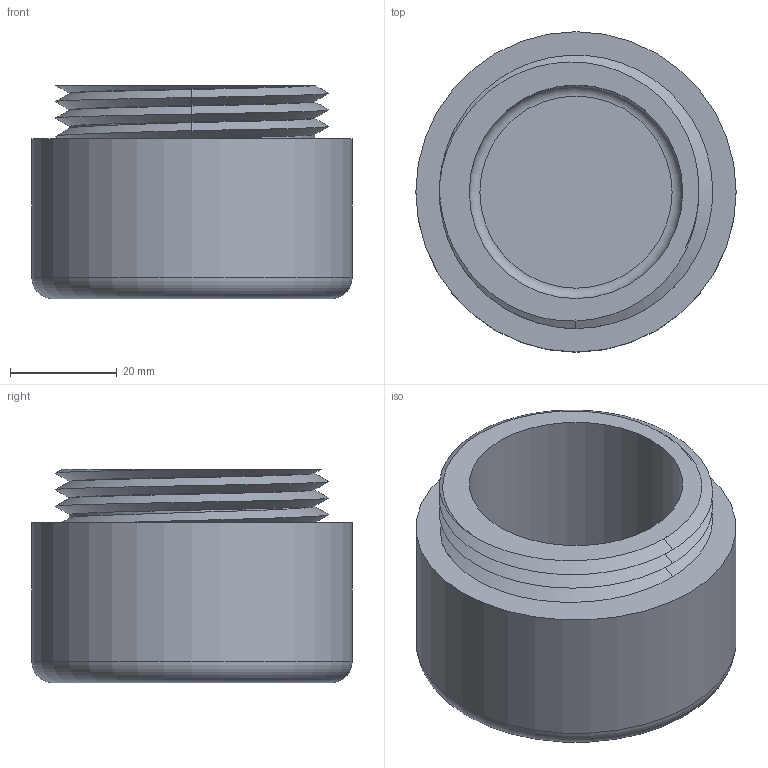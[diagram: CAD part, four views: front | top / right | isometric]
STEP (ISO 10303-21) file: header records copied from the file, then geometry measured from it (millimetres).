
FILE_DESCRIPTION(('FreeCAD Model'),'2;1');
FILE_NAME('Open CASCADE Shape Model','2026-01-26T11:57:05',('Author'),( ''),'Open CASCADE STEP processor 7.8','FreeCAD','Unknown');
FILE_SCHEMA(('AUTOMOTIVE_DESIGN { 1 0 10303 214 1 1 1 1 }'));
Length unit declared in the file: millimetre
Products named in the file (1): Container Body (Tool)
Bounding box: 60 x 60 x 40 mm (x, y, z)
Volume: 56227.1 mm3; surface area: 18508 mm2
Topology: 1 solids, 1 shells, 18 faces, 39 edges, 25 vertices
Faces by surface type: bspline 9, plane 4, cylinder 3, torus 2
Full cylindrical faces by diameter (mm): 40 x1, 60 x1
Entity records: 917 total; most frequent: CARTESIAN_POINT 563, ORIENTED_EDGE 78, DIRECTION 47, EDGE_CURVE 39, VERTEX_POINT 25, B_SPLINE_CURVE_WITH_KNOTS 25, AXIS2_PLACEMENT_3D 23, FACE_BOUND 20
